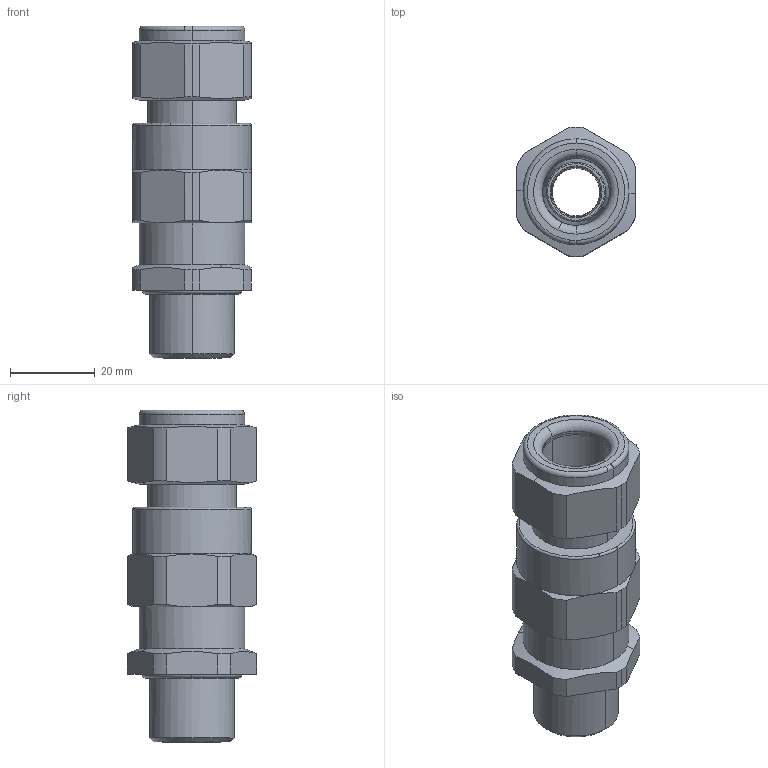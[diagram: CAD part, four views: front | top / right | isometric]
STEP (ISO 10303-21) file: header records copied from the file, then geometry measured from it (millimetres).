
FILE_DESCRIPTION(('CATIA V5 STEP Exchange','CAx-IF Rec.Pracs.--- Model Styling and Organization---1.4--- 2014-01-23'),'2;1');
FILE_NAME ('289924-2_1_1184670000_1184670000.stp','2020-12-07T06:11:27+00:00',('none'),('Weidmueller'),'CATIA Version 5-6 Release 2016 SP3 HF44','CATIA V5 STEP AP214','none');
FILE_SCHEMA(('AUTOMOTIVE_DESIGN { 1 0 10303 214 1 1 1 1 }'));
Length unit declared in the file: millimetre
Products named in the file (1): E1WF_M20S-M20
Bounding box: 28 x 30.5 x 78.4 mm (x, y, z)
Volume: 27966 mm3; surface area: 20368.9 mm2
Topology: 5 solids, 5 shells, 226 faces, 532 edges, 330 vertices
Faces by surface type: cylinder 72, cone 62, torus 50, plane 42
Entity records: 6347 total; most frequent: CARTESIAN_POINT 1400, ORIENTED_EDGE 1064, DIRECTION 854, EDGE_CURVE 532, AXIS2_PLACEMENT_3D 518, VERTEX_POINT 330, CIRCLE 326, EDGE_LOOP 250
